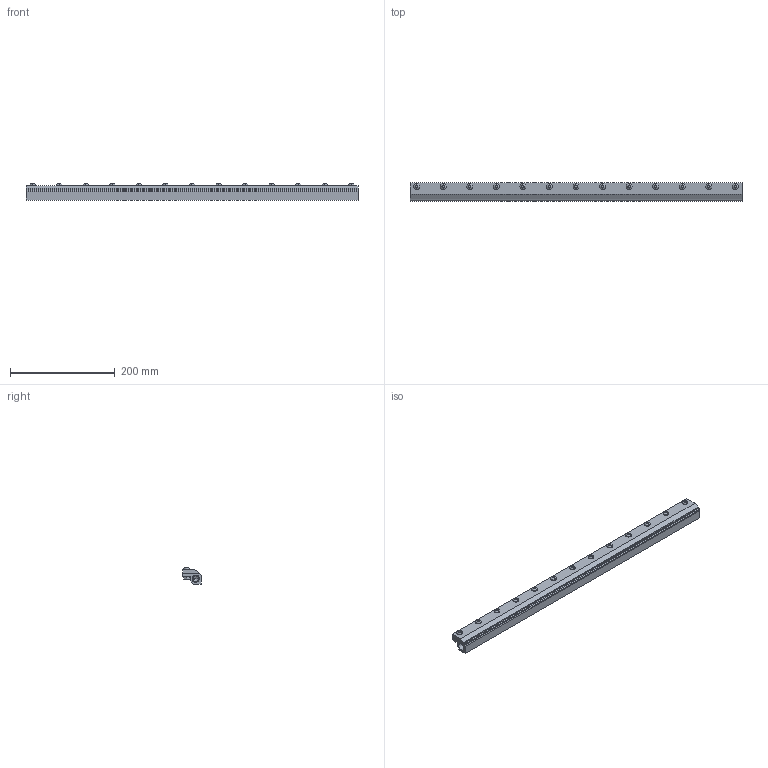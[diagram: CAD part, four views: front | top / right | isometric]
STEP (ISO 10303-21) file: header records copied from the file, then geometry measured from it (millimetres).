
FILE_DESCRIPTION(('STEP AP203'),'1');
FILE_NAME('2024.stp','2023-03-06T16:16:36',('TraceParts'),('TraceParts S.A.'),'Spatial InterOp 3D',' ',' ');
FILE_SCHEMA(('CONFIG_CONTROL_DESIGN'));
Length unit declared in the file: millimetre
Products named in the file (1): 1
Bounding box: 635 x 34.92 x 31.13 mm (x, y, z)
Volume: 432044.2 mm3; surface area: 131061.9 mm2
Topology: 28 solids, 28 shells, 450 faces, 1080 edges, 714 vertices
Faces by surface type: bspline 240, plane 124, cylinder 82, cone 4
Entity records: 15500 total; most frequent: CARTESIAN_POINT 5407, ORIENTED_EDGE 2158, DIRECTION 1817, EDGE_CURVE 1079, VERTEX_POINT 715, AXIS2_PLACEMENT_3D 609, LINE 599, VECTOR 599
